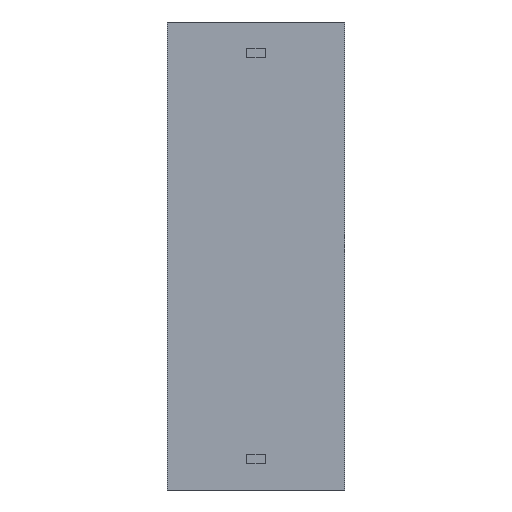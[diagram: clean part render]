
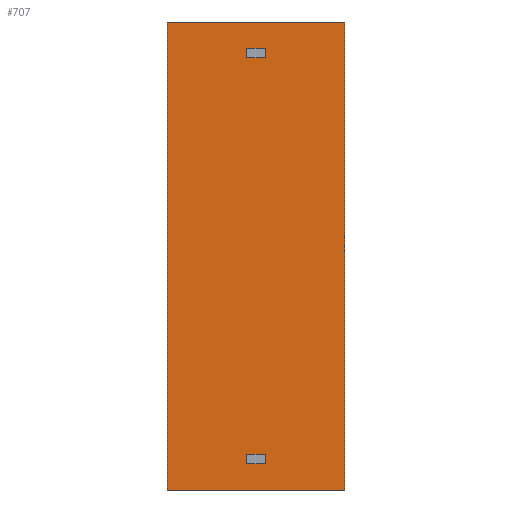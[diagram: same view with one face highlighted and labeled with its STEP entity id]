
A CAD part, front view. The second image highlights one B-rep face of the part: STEP entity #707.
In plain terms, the highlighted planar face has unit normal (0, -1, 0).
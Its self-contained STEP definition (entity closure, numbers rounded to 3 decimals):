
#29 = EDGE_CURVE ( 'NONE', #953, #600, #190, .T. ) ;
#31 = CARTESIAN_POINT ( 'NONE',  ( 4.2, 0., -23.4 ) ) ;
#35 = DIRECTION ( 'NONE',  ( 1., 0., 0. ) ) ;
#82 = DIRECTION ( 'NONE',  ( -1., 0., 0. ) ) ;
#90 = DIRECTION ( 'NONE',  ( 0., 0., 1. ) ) ;
#97 = VERTEX_POINT ( 'NONE', #222 ) ;
#98 = LINE ( 'NONE', #103, #1214 ) ;
#101 = DIRECTION ( 'NONE',  ( 0., 0., 1. ) ) ;
#103 = CARTESIAN_POINT ( 'NONE',  ( 4.2, 0., -22.9 ) ) ;
#117 = LINE ( 'NONE', #538, #1074 ) ;
#118 = CARTESIAN_POINT ( 'NONE',  ( 5.2, 0., -22.9 ) ) ;
#143 = VECTOR ( 'NONE', #972, 1000. ) ;
#152 = CARTESIAN_POINT ( 'NONE',  ( 5.2, 0., -23.4 ) ) ;
#162 = FACE_BOUND ( 'NONE', #1007, .T. ) ;
#189 = CARTESIAN_POINT ( 'NONE',  ( 5.2, 0., -22.9 ) ) ;
#190 = LINE ( 'NONE', #783, #506 ) ;
#192 = VECTOR ( 'NONE', #1227, 1000. ) ;
#206 = EDGE_LOOP ( 'NONE', ( #749, #844, #528, #1159 ) ) ;
#216 = LINE ( 'NONE', #229, #192 ) ;
#222 = CARTESIAN_POINT ( 'NONE',  ( 0., 0., -24.8 ) ) ;
#229 = CARTESIAN_POINT ( 'NONE',  ( 4.2, 0., -1.9 ) ) ;
#230 = LINE ( 'NONE', #561, #650 ) ;
#244 = CARTESIAN_POINT ( 'NONE',  ( 4.2, 0., -22.9 ) ) ;
#258 = VERTEX_POINT ( 'NONE', #795 ) ;
#259 = VECTOR ( 'NONE', #35, 1000. ) ;
#354 = FACE_BOUND ( 'NONE', #206, .T. ) ;
#378 = CARTESIAN_POINT ( 'NONE',  ( 5.2, 0., -1.4 ) ) ;
#383 = ORIENTED_EDGE ( 'NONE', *, *, #901, .F. ) ;
#406 = CARTESIAN_POINT ( 'NONE',  ( 0., 0., 0. ) ) ;
#411 = LINE ( 'NONE', #406, #526 ) ;
#415 = VERTEX_POINT ( 'NONE', #118 ) ;
#446 = DIRECTION ( 'NONE',  ( -1., 0., 0. ) ) ;
#467 = EDGE_CURVE ( 'NONE', #415, #1093, #98, .T. ) ;
#479 = VECTOR ( 'NONE', #101, 1000. ) ;
#497 = EDGE_CURVE ( 'NONE', #785, #982, #518, .T. ) ;
#506 = VECTOR ( 'NONE', #687, 1000. ) ;
#511 = ORIENTED_EDGE ( 'NONE', *, *, #1256, .F. ) ;
#518 = LINE ( 'NONE', #1181, #542 ) ;
#520 = DIRECTION ( 'NONE',  ( 0., 0., -1. ) ) ;
#526 = VECTOR ( 'NONE', #638, 1000. ) ;
#528 = ORIENTED_EDGE ( 'NONE', *, *, #467, .F. ) ;
#538 = CARTESIAN_POINT ( 'NONE',  ( 9.4, 0., 0. ) ) ;
#542 = VECTOR ( 'NONE', #90, 1000. ) ;
#552 = ORIENTED_EDGE ( 'NONE', *, *, #616, .F. ) ;
#561 = CARTESIAN_POINT ( 'NONE',  ( 4.2, 0., -1.4 ) ) ;
#565 = CARTESIAN_POINT ( 'NONE',  ( 0., 0., -24.8 ) ) ;
#574 = PLANE ( 'NONE',  #1153 ) ;
#579 = FACE_OUTER_BOUND ( 'NONE', #704, .T. ) ;
#583 = ORIENTED_EDGE ( 'NONE', *, *, #497, .F. ) ;
#585 = DIRECTION ( 'NONE',  ( -1., 0., 0. ) ) ;
#600 = VERTEX_POINT ( 'NONE', #849 ) ;
#608 = LINE ( 'NONE', #623, #787 ) ;
#611 = CARTESIAN_POINT ( 'NONE',  ( 5.2, 0., -1.9 ) ) ;
#616 = EDGE_CURVE ( 'NONE', #1206, #785, #216, .T. ) ;
#623 = CARTESIAN_POINT ( 'NONE',  ( 4.2, 0., -1.4 ) ) ;
#626 = LINE ( 'NONE', #189, #479 ) ;
#638 = DIRECTION ( 'NONE',  ( 0., 0., 1. ) ) ;
#639 = EDGE_CURVE ( 'NONE', #1266, #1186, #940, .T. ) ;
#650 = VECTOR ( 'NONE', #446, 1000. ) ;
#656 = CARTESIAN_POINT ( 'NONE',  ( 4.2, 0., -1.9 ) ) ;
#664 = EDGE_CURVE ( 'NONE', #600, #258, #117, .T. ) ;
#687 = DIRECTION ( 'NONE',  ( 1., 0., 0. ) ) ;
#701 = ORIENTED_EDGE ( 'NONE', *, *, #29, .F. ) ;
#704 = EDGE_LOOP ( 'NONE', ( #860, #511, #980, #701 ) ) ;
#707 = ADVANCED_FACE ( 'NONE', ( #579, #162, #354 ), #574, .T. ) ;
#718 = ORIENTED_EDGE ( 'NONE', *, *, #1029, .F. ) ;
#749 = ORIENTED_EDGE ( 'NONE', *, *, #639, .F. ) ;
#783 = CARTESIAN_POINT ( 'NONE',  ( 0., 0., 0. ) ) ;
#785 = VERTEX_POINT ( 'NONE', #611 ) ;
#787 = VECTOR ( 'NONE', #520, 1000. ) ;
#792 = LINE ( 'NONE', #1179, #143 ) ;
#795 = CARTESIAN_POINT ( 'NONE',  ( 9.4, 0., -24.8 ) ) ;
#820 = EDGE_CURVE ( 'NONE', #1093, #1266, #792, .T. ) ;
#844 = ORIENTED_EDGE ( 'NONE', *, *, #820, .F. ) ;
#849 = CARTESIAN_POINT ( 'NONE',  ( 9.4, 0., 0. ) ) ;
#860 = ORIENTED_EDGE ( 'NONE', *, *, #889, .F. ) ;
#861 = EDGE_CURVE ( 'NONE', #1186, #415, #626, .T. ) ;
#863 = DIRECTION ( 'NONE',  ( 0., -1., 0. ) ) ;
#864 = LINE ( 'NONE', #565, #1275 ) ;
#880 = DIRECTION ( 'NONE',  ( 0., 0., -1. ) ) ;
#889 = EDGE_CURVE ( 'NONE', #97, #953, #411, .T. ) ;
#901 = EDGE_CURVE ( 'NONE', #1043, #1206, #608, .T. ) ;
#927 = DIRECTION ( 'NONE',  ( 0., 0., -1. ) ) ;
#940 = LINE ( 'NONE', #31, #259 ) ;
#953 = VERTEX_POINT ( 'NONE', #1137 ) ;
#958 = CARTESIAN_POINT ( 'NONE',  ( 4.2, 0., -1.4 ) ) ;
#972 = DIRECTION ( 'NONE',  ( 0., 0., -1. ) ) ;
#980 = ORIENTED_EDGE ( 'NONE', *, *, #664, .F. ) ;
#982 = VERTEX_POINT ( 'NONE', #378 ) ;
#1007 = EDGE_LOOP ( 'NONE', ( #552, #383, #718, #583 ) ) ;
#1029 = EDGE_CURVE ( 'NONE', #982, #1043, #230, .T. ) ;
#1043 = VERTEX_POINT ( 'NONE', #958 ) ;
#1074 = VECTOR ( 'NONE', #927, 1000. ) ;
#1093 = VERTEX_POINT ( 'NONE', #244 ) ;
#1137 = CARTESIAN_POINT ( 'NONE',  ( 0., 0., 0. ) ) ;
#1153 = AXIS2_PLACEMENT_3D ( 'NONE', #1154, #863, #880 ) ;
#1154 = CARTESIAN_POINT ( 'NONE',  ( 0., 0., 0. ) ) ;
#1156 = CARTESIAN_POINT ( 'NONE',  ( 4.2, 0., -23.4 ) ) ;
#1159 = ORIENTED_EDGE ( 'NONE', *, *, #861, .F. ) ;
#1179 = CARTESIAN_POINT ( 'NONE',  ( 4.2, 0., -22.9 ) ) ;
#1181 = CARTESIAN_POINT ( 'NONE',  ( 5.2, 0., -1.4 ) ) ;
#1186 = VERTEX_POINT ( 'NONE', #152 ) ;
#1206 = VERTEX_POINT ( 'NONE', #656 ) ;
#1214 = VECTOR ( 'NONE', #82, 1000. ) ;
#1227 = DIRECTION ( 'NONE',  ( 1., 0., 0. ) ) ;
#1256 = EDGE_CURVE ( 'NONE', #258, #97, #864, .T. ) ;
#1266 = VERTEX_POINT ( 'NONE', #1156 ) ;
#1275 = VECTOR ( 'NONE', #585, 1000. ) ;
